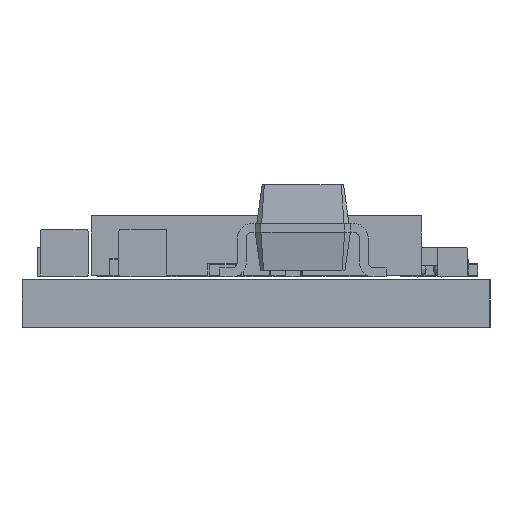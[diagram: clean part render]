
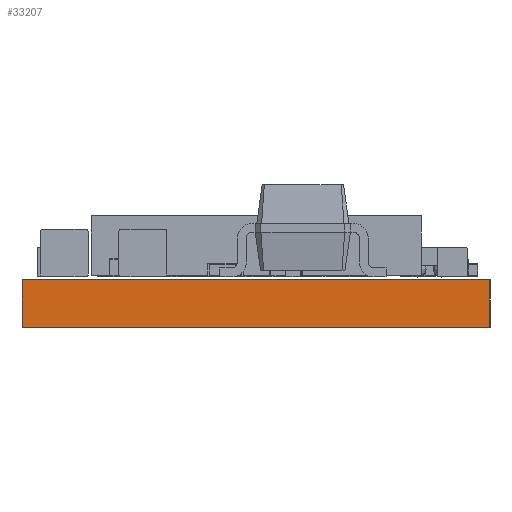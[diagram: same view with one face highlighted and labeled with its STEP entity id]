
A CAD part, left-side view. The second image highlights one B-rep face of the part: STEP entity #33207.
In plain terms, the highlighted planar face has unit normal (-1, 0, 0).
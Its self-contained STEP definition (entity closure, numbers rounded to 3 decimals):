
#33026 = PLANE('',#33027);
#33027 = AXIS2_PLACEMENT_3D('',#33028,#33029,#33030);
#33028 = CARTESIAN_POINT('',(133.731,-68.58,0.));
#33029 = DIRECTION('',(0.,-1.,0.));
#33030 = DIRECTION('',(-1.,0.,0.));
#33051 = VERTEX_POINT('',#33052);
#33052 = CARTESIAN_POINT('',(114.681,-68.58,0.8));
#33066 = PLANE('',#33067);
#33067 = AXIS2_PLACEMENT_3D('',#33068,#33069,#33070);
#33068 = CARTESIAN_POINT('',(124.206,-64.643,0.8));
#33069 = DIRECTION('',(-0.,-0.,-1.));
#33070 = DIRECTION('',(-1.,0.,0.));
#33078 = EDGE_CURVE('',#33079,#33051,#33081,.T.);
#33079 = VERTEX_POINT('',#33080);
#33080 = CARTESIAN_POINT('',(114.681,-68.58,0.));
#33081 = SURFACE_CURVE('',#33082,(#33086,#33093),.PCURVE_S1.);
#33082 = LINE('',#33083,#33084);
#33083 = CARTESIAN_POINT('',(114.681,-68.58,0.));
#33084 = VECTOR('',#33085,1.);
#33085 = DIRECTION('',(0.,0.,1.));
#33086 = PCURVE('',#33026,#33087);
#33087 = DEFINITIONAL_REPRESENTATION('',(#33088),#33092);
#33088 = LINE('',#33089,#33090);
#33089 = CARTESIAN_POINT('',(19.05,0.));
#33090 = VECTOR('',#33091,1.);
#33091 = DIRECTION('',(0.,-1.));
#33092 = ( GEOMETRIC_REPRESENTATION_CONTEXT(2) 
PARAMETRIC_REPRESENTATION_CONTEXT() REPRESENTATION_CONTEXT('2D SPACE',''
  ) );
#33093 = PCURVE('',#33094,#33099);
#33094 = PLANE('',#33095);
#33095 = AXIS2_PLACEMENT_3D('',#33096,#33097,#33098);
#33096 = CARTESIAN_POINT('',(114.681,-68.58,0.));
#33097 = DIRECTION('',(-1.,0.,0.));
#33098 = DIRECTION('',(0.,1.,0.));
#33099 = DEFINITIONAL_REPRESENTATION('',(#33100),#33104);
#33100 = LINE('',#33101,#33102);
#33101 = CARTESIAN_POINT('',(0.,0.));
#33102 = VECTOR('',#33103,1.);
#33103 = DIRECTION('',(0.,-1.));
#33104 = ( GEOMETRIC_REPRESENTATION_CONTEXT(2) 
PARAMETRIC_REPRESENTATION_CONTEXT() REPRESENTATION_CONTEXT('2D SPACE',''
  ) );
#33120 = PLANE('',#33121);
#33121 = AXIS2_PLACEMENT_3D('',#33122,#33123,#33124);
#33122 = CARTESIAN_POINT('',(124.206,-64.643,0.));
#33123 = DIRECTION('',(-0.,-0.,-1.));
#33124 = DIRECTION('',(-1.,0.,0.));
#33153 = PLANE('',#33154);
#33154 = AXIS2_PLACEMENT_3D('',#33155,#33156,#33157);
#33155 = CARTESIAN_POINT('',(114.681,-60.706,0.));
#33156 = DIRECTION('',(0.,1.,0.));
#33157 = DIRECTION('',(1.,0.,0.));
#33207 = ADVANCED_FACE('',(#33208),#33094,.T.);
#33208 = FACE_BOUND('',#33209,.T.);
#33209 = EDGE_LOOP('',(#33210,#33211,#33234,#33257));
#33210 = ORIENTED_EDGE('',*,*,#33078,.T.);
#33211 = ORIENTED_EDGE('',*,*,#33212,.T.);
#33212 = EDGE_CURVE('',#33051,#33213,#33215,.T.);
#33213 = VERTEX_POINT('',#33214);
#33214 = CARTESIAN_POINT('',(114.681,-60.706,0.8));
#33215 = SURFACE_CURVE('',#33216,(#33220,#33227),.PCURVE_S1.);
#33216 = LINE('',#33217,#33218);
#33217 = CARTESIAN_POINT('',(114.681,-68.58,0.8));
#33218 = VECTOR('',#33219,1.);
#33219 = DIRECTION('',(0.,1.,0.));
#33220 = PCURVE('',#33094,#33221);
#33221 = DEFINITIONAL_REPRESENTATION('',(#33222),#33226);
#33222 = LINE('',#33223,#33224);
#33223 = CARTESIAN_POINT('',(0.,-0.8));
#33224 = VECTOR('',#33225,1.);
#33225 = DIRECTION('',(1.,0.));
#33226 = ( GEOMETRIC_REPRESENTATION_CONTEXT(2) 
PARAMETRIC_REPRESENTATION_CONTEXT() REPRESENTATION_CONTEXT('2D SPACE',''
  ) );
#33227 = PCURVE('',#33066,#33228);
#33228 = DEFINITIONAL_REPRESENTATION('',(#33229),#33233);
#33229 = LINE('',#33230,#33231);
#33230 = CARTESIAN_POINT('',(9.525,-3.937));
#33231 = VECTOR('',#33232,1.);
#33232 = DIRECTION('',(0.,1.));
#33233 = ( GEOMETRIC_REPRESENTATION_CONTEXT(2) 
PARAMETRIC_REPRESENTATION_CONTEXT() REPRESENTATION_CONTEXT('2D SPACE',''
  ) );
#33234 = ORIENTED_EDGE('',*,*,#33235,.F.);
#33235 = EDGE_CURVE('',#33236,#33213,#33238,.T.);
#33236 = VERTEX_POINT('',#33237);
#33237 = CARTESIAN_POINT('',(114.681,-60.706,0.));
#33238 = SURFACE_CURVE('',#33239,(#33243,#33250),.PCURVE_S1.);
#33239 = LINE('',#33240,#33241);
#33240 = CARTESIAN_POINT('',(114.681,-60.706,0.));
#33241 = VECTOR('',#33242,1.);
#33242 = DIRECTION('',(0.,0.,1.));
#33243 = PCURVE('',#33094,#33244);
#33244 = DEFINITIONAL_REPRESENTATION('',(#33245),#33249);
#33245 = LINE('',#33246,#33247);
#33246 = CARTESIAN_POINT('',(7.874,0.));
#33247 = VECTOR('',#33248,1.);
#33248 = DIRECTION('',(0.,-1.));
#33249 = ( GEOMETRIC_REPRESENTATION_CONTEXT(2) 
PARAMETRIC_REPRESENTATION_CONTEXT() REPRESENTATION_CONTEXT('2D SPACE',''
  ) );
#33250 = PCURVE('',#33153,#33251);
#33251 = DEFINITIONAL_REPRESENTATION('',(#33252),#33256);
#33252 = LINE('',#33253,#33254);
#33253 = CARTESIAN_POINT('',(0.,0.));
#33254 = VECTOR('',#33255,1.);
#33255 = DIRECTION('',(0.,-1.));
#33256 = ( GEOMETRIC_REPRESENTATION_CONTEXT(2) 
PARAMETRIC_REPRESENTATION_CONTEXT() REPRESENTATION_CONTEXT('2D SPACE',''
  ) );
#33257 = ORIENTED_EDGE('',*,*,#33258,.F.);
#33258 = EDGE_CURVE('',#33079,#33236,#33259,.T.);
#33259 = SURFACE_CURVE('',#33260,(#33264,#33271),.PCURVE_S1.);
#33260 = LINE('',#33261,#33262);
#33261 = CARTESIAN_POINT('',(114.681,-68.58,0.));
#33262 = VECTOR('',#33263,1.);
#33263 = DIRECTION('',(0.,1.,0.));
#33264 = PCURVE('',#33094,#33265);
#33265 = DEFINITIONAL_REPRESENTATION('',(#33266),#33270);
#33266 = LINE('',#33267,#33268);
#33267 = CARTESIAN_POINT('',(0.,0.));
#33268 = VECTOR('',#33269,1.);
#33269 = DIRECTION('',(1.,0.));
#33270 = ( GEOMETRIC_REPRESENTATION_CONTEXT(2) 
PARAMETRIC_REPRESENTATION_CONTEXT() REPRESENTATION_CONTEXT('2D SPACE',''
  ) );
#33271 = PCURVE('',#33120,#33272);
#33272 = DEFINITIONAL_REPRESENTATION('',(#33273),#33277);
#33273 = LINE('',#33274,#33275);
#33274 = CARTESIAN_POINT('',(9.525,-3.937));
#33275 = VECTOR('',#33276,1.);
#33276 = DIRECTION('',(0.,1.));
#33277 = ( GEOMETRIC_REPRESENTATION_CONTEXT(2) 
PARAMETRIC_REPRESENTATION_CONTEXT() REPRESENTATION_CONTEXT('2D SPACE',''
  ) );
